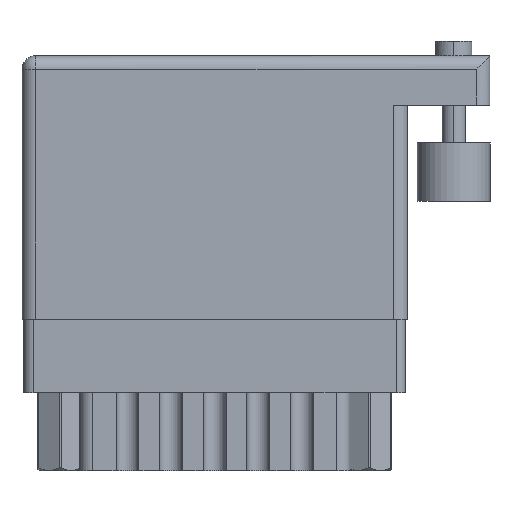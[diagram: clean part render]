
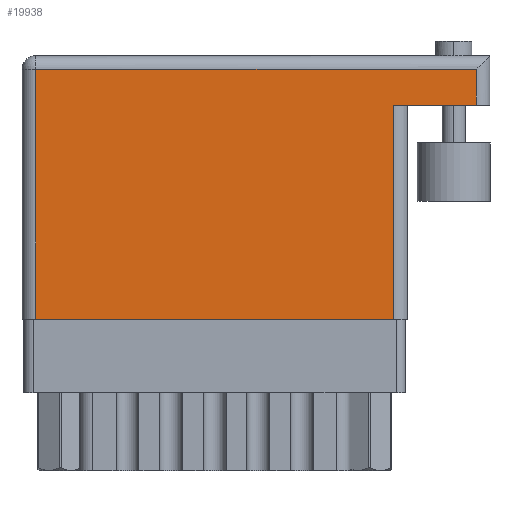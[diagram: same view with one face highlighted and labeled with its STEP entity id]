
A CAD part, front view. The second image highlights one B-rep face of the part: STEP entity #19938.
In plain terms, the highlighted face is planar.
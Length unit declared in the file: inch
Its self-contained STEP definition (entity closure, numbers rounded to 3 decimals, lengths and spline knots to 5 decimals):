
#1432 = VERTEX_POINT ( 'NONE', #15118 ) ;
#1750 = CARTESIAN_POINT ( 'NONE',  ( 1.278, 0.736, 0. ) ) ;
#1871 = VECTOR ( 'NONE', #10265, 39.37008 ) ;
#3446 = CARTESIAN_POINT ( 'NONE',  ( 0.047, 0., 0. ) ) ;
#3997 = LINE ( 'NONE', #1750, #13909 ) ;
#4431 = VERTEX_POINT ( 'NONE', #29540 ) ;
#5817 = EDGE_CURVE ( 'NONE', #19820, #31335, #27112, .T. ) ;
#6156 = PLANE ( 'NONE',  #23352 ) ;
#7139 = CARTESIAN_POINT ( 'NONE',  ( 1.562, 0.736, 0. ) ) ;
#7147 = CARTESIAN_POINT ( 'NONE',  ( 0., 0.859, 0. ) ) ;
#7469 = EDGE_CURVE ( 'NONE', #1432, #31335, #3997, .T. ) ;
#7670 = EDGE_CURVE ( 'NONE', #24011, #4431, #28974, .T. ) ;
#10265 = DIRECTION ( 'NONE',  ( 1., 0., 0. ) ) ;
#10775 = LINE ( 'NONE', #3446, #11661 ) ;
#11661 = VECTOR ( 'NONE', #25094, 39.37008 ) ;
#13079 = CARTESIAN_POINT ( 'NONE',  ( 1.609, 0.736, 0. ) ) ;
#13909 = VECTOR ( 'NONE', #31090, 39.37008 ) ;
#14151 = DIRECTION ( 'NONE',  ( -1., 0., 0. ) ) ;
#14625 = ORIENTED_EDGE ( 'NONE', *, *, #20079, .T. ) ;
#15118 = CARTESIAN_POINT ( 'NONE',  ( 1.278, 0., 0. ) ) ;
#15612 = DIRECTION ( 'NONE',  ( -1., 0., 0. ) ) ;
#16453 = ORIENTED_EDGE ( 'NONE', *, *, #26829, .T. ) ;
#17397 = LINE ( 'NONE', #27152, #1871 ) ;
#19092 = CARTESIAN_POINT ( 'NONE',  ( 1.562, 0.906, 0. ) ) ;
#19484 = VECTOR ( 'NONE', #14151, 39.37008 ) ;
#19820 = VERTEX_POINT ( 'NONE', #7139 ) ;
#19867 = EDGE_LOOP ( 'NONE', ( #16453, #25081, #20226, #14625, #28767, #30350 ) ) ;
#19938 = ADVANCED_FACE ( 'NONE', ( #24947 ), #6156, .F. ) ;
#19974 = EDGE_CURVE ( 'NONE', #4431, #30948, #10775, .T. ) ;
#20075 = VECTOR ( 'NONE', #15612, 39.37008 ) ;
#20079 = EDGE_CURVE ( 'NONE', #19820, #24011, #28840, .T. ) ;
#20226 = ORIENTED_EDGE ( 'NONE', *, *, #5817, .F. ) ;
#21168 = DIRECTION ( 'NONE',  ( 0., 1., 0. ) ) ;
#23012 = DIRECTION ( 'NONE',  ( -1., 0., 0. ) ) ;
#23352 = AXIS2_PLACEMENT_3D ( 'NONE', #27821, #27352, #23012 ) ;
#24011 = VERTEX_POINT ( 'NONE', #24858 ) ;
#24858 = CARTESIAN_POINT ( 'NONE',  ( 1.562, 0.859, 0. ) ) ;
#24947 = FACE_OUTER_BOUND ( 'NONE', #19867, .T. ) ;
#25081 = ORIENTED_EDGE ( 'NONE', *, *, #7469, .T. ) ;
#25094 = DIRECTION ( 'NONE',  ( 0., -1., 0. ) ) ;
#26180 = CARTESIAN_POINT ( 'NONE',  ( 1.278, 0.736, 0. ) ) ;
#26829 = EDGE_CURVE ( 'NONE', #30948, #1432, #17397, .T. ) ;
#26934 = CARTESIAN_POINT ( 'NONE',  ( 0.047, 0., 0. ) ) ;
#27112 = LINE ( 'NONE', #13079, #20075 ) ;
#27152 = CARTESIAN_POINT ( 'NONE',  ( 0., 0., 0. ) ) ;
#27352 = DIRECTION ( 'NONE',  ( 0., 0., -1. ) ) ;
#27821 = CARTESIAN_POINT ( 'NONE',  ( 0., 0.906, 0. ) ) ;
#28767 = ORIENTED_EDGE ( 'NONE', *, *, #7670, .T. ) ;
#28840 = LINE ( 'NONE', #19092, #29977 ) ;
#28974 = LINE ( 'NONE', #7147, #19484 ) ;
#29540 = CARTESIAN_POINT ( 'NONE',  ( 0.047, 0.859, 0. ) ) ;
#29977 = VECTOR ( 'NONE', #21168, 39.37008 ) ;
#30350 = ORIENTED_EDGE ( 'NONE', *, *, #19974, .T. ) ;
#30948 = VERTEX_POINT ( 'NONE', #26934 ) ;
#31090 = DIRECTION ( 'NONE',  ( 0., 1., 0. ) ) ;
#31335 = VERTEX_POINT ( 'NONE', #26180 ) ;
